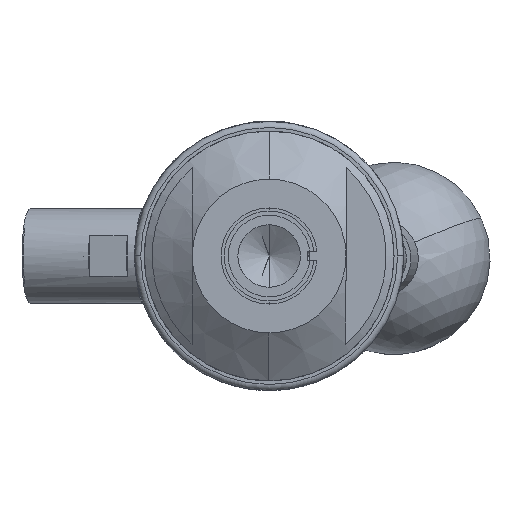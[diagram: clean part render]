
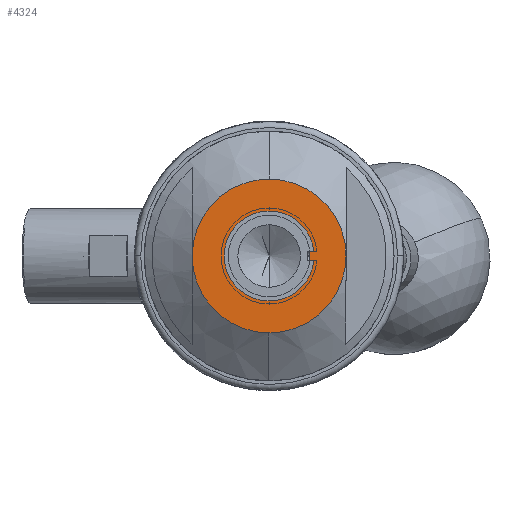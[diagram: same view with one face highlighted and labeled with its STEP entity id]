
A CAD part, left-side view. The second image highlights one B-rep face of the part: STEP entity #4324.
In plain terms, the highlighted planar face has unit normal (-1, 0, 0).
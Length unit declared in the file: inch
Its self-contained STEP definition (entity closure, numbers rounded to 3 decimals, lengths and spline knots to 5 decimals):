
#322 = DIRECTION ( 'NONE',  ( -1., 0., 0. ) ) ;
#333 = AXIS2_PLACEMENT_3D ( 'NONE', #10655, #10580, #4700 ) ;
#919 = AXIS2_PLACEMENT_3D ( 'NONE', #6838, #12264, #12334 ) ;
#1712 = EDGE_CURVE ( 'NONE', #6643, #9064, #3760, .T. ) ;
#2231 = VERTEX_POINT ( 'NONE', #8804 ) ;
#2489 = AXIS2_PLACEMENT_3D ( 'NONE', #9139, #5618, #10331 ) ;
#2698 = DIRECTION ( 'NONE',  ( 0., -0.002, 1. ) ) ;
#3031 = EDGE_LOOP ( 'NONE', ( #9185, #7412, #9184, #10550 ) ) ;
#3760 = CIRCLE ( 'NONE', #919, 0.2656 ) ;
#4206 = DIRECTION ( 'NONE',  ( -1., 0., 0. ) ) ;
#4243 = EDGE_CURVE ( 'NONE', #12553, #2231, #8644, .T. ) ;
#4324 = ADVANCED_FACE ( 'NONE', ( #9786, #13294 ), #5946, .T. ) ;
#4700 = DIRECTION ( 'NONE',  ( 0., -0.002, 1. ) ) ;
#4869 = CARTESIAN_POINT ( 'NONE',  ( -5.745, 0.0006, -0.2656 ) ) ;
#5188 = DIRECTION ( 'NONE',  ( 0., -0.002, 1. ) ) ;
#5275 = CARTESIAN_POINT ( 'NONE',  ( -5.745, -0.00113, 0.5 ) ) ;
#5343 = ORIENTED_EDGE ( 'NONE', *, *, #1712, .F. ) ;
#5618 = DIRECTION ( 'NONE',  ( -1., 0., 0. ) ) ;
#5827 = CARTESIAN_POINT ( 'NONE',  ( -5.745, 0.00113, -0.5 ) ) ;
#5946 = PLANE ( 'NONE',  #9871 ) ;
#6088 = EDGE_CURVE ( 'NONE', #9064, #6643, #14055, .T. ) ;
#6515 = CARTESIAN_POINT ( 'NONE',  ( -5.745, 0., 0. ) ) ;
#6643 = VERTEX_POINT ( 'NONE', #14469 ) ;
#6838 = CARTESIAN_POINT ( 'NONE',  ( -5.745, 0., 0. ) ) ;
#7412 = ORIENTED_EDGE ( 'NONE', *, *, #4243, .T. ) ;
#7751 = EDGE_LOOP ( 'NONE', ( #5343, #15026 ) ) ;
#7763 = EDGE_CURVE ( 'NONE', #11844, #12240, #12124, .T. ) ;
#8166 = AXIS2_PLACEMENT_3D ( 'NONE', #6515, #4206, #2698 ) ;
#8327 = CIRCLE ( 'NONE', #2489, 0.5 ) ;
#8391 = DIRECTION ( 'NONE',  ( 0., -0.002, 1. ) ) ;
#8571 = AXIS2_PLACEMENT_3D ( 'NONE', #11228, #322, #5188 ) ;
#8644 = CIRCLE ( 'NONE', #8166, 0.5 ) ;
#8804 = CARTESIAN_POINT ( 'NONE',  ( -5.745, 0.5, 0.00113 ) ) ;
#9003 = CARTESIAN_POINT ( 'NONE',  ( -5.745, 0., 0. ) ) ;
#9064 = VERTEX_POINT ( 'NONE', #4869 ) ;
#9139 = CARTESIAN_POINT ( 'NONE',  ( -5.745, 0., 0. ) ) ;
#9172 = AXIS2_PLACEMENT_3D ( 'NONE', #9003, #13528, #13609 ) ;
#9184 = ORIENTED_EDGE ( 'NONE', *, *, #15207, .T. ) ;
#9185 = ORIENTED_EDGE ( 'NONE', *, *, #15658, .T. ) ;
#9786 = FACE_BOUND ( 'NONE', #7751, .T. ) ;
#9871 = AXIS2_PLACEMENT_3D ( 'NONE', #15698, #14400, #8391 ) ;
#10331 = DIRECTION ( 'NONE',  ( 0., -0.002, 1. ) ) ;
#10550 = ORIENTED_EDGE ( 'NONE', *, *, #7763, .T. ) ;
#10580 = DIRECTION ( 'NONE',  ( -1., 0., 0. ) ) ;
#10655 = CARTESIAN_POINT ( 'NONE',  ( -5.745, 0., 0. ) ) ;
#11228 = CARTESIAN_POINT ( 'NONE',  ( -5.745, 0., 0. ) ) ;
#11844 = VERTEX_POINT ( 'NONE', #5827 ) ;
#11954 = CIRCLE ( 'NONE', #9172, 0.5 ) ;
#12124 = CIRCLE ( 'NONE', #8571, 0.5 ) ;
#12240 = VERTEX_POINT ( 'NONE', #13980 ) ;
#12264 = DIRECTION ( 'NONE',  ( -1., 0., 0. ) ) ;
#12334 = DIRECTION ( 'NONE',  ( 0., -0.002, 1. ) ) ;
#12553 = VERTEX_POINT ( 'NONE', #5275 ) ;
#13294 = FACE_OUTER_BOUND ( 'NONE', #3031, .T. ) ;
#13528 = DIRECTION ( 'NONE',  ( -1., 0., 0. ) ) ;
#13609 = DIRECTION ( 'NONE',  ( 0., -0.002, 1. ) ) ;
#13980 = CARTESIAN_POINT ( 'NONE',  ( -5.745, -0.5, -0.00113 ) ) ;
#14055 = CIRCLE ( 'NONE', #333, 0.2656 ) ;
#14400 = DIRECTION ( 'NONE',  ( -1., 0., 0. ) ) ;
#14469 = CARTESIAN_POINT ( 'NONE',  ( -5.745, -0.0006, 0.2656 ) ) ;
#15026 = ORIENTED_EDGE ( 'NONE', *, *, #6088, .F. ) ;
#15207 = EDGE_CURVE ( 'NONE', #2231, #11844, #11954, .T. ) ;
#15658 = EDGE_CURVE ( 'NONE', #12240, #12553, #8327, .T. ) ;
#15698 = CARTESIAN_POINT ( 'NONE',  ( -5.745, -0.5, -0.00113 ) ) ;
